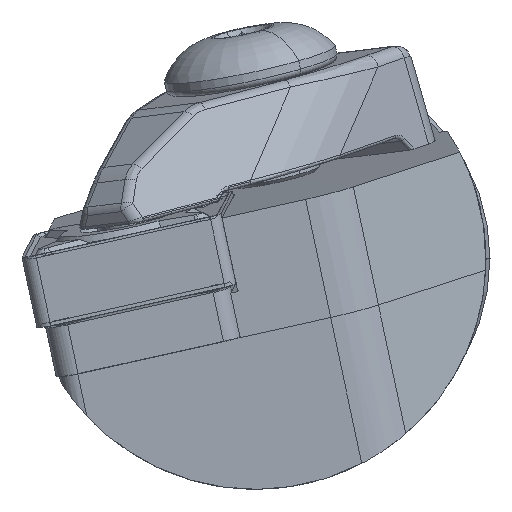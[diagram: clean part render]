
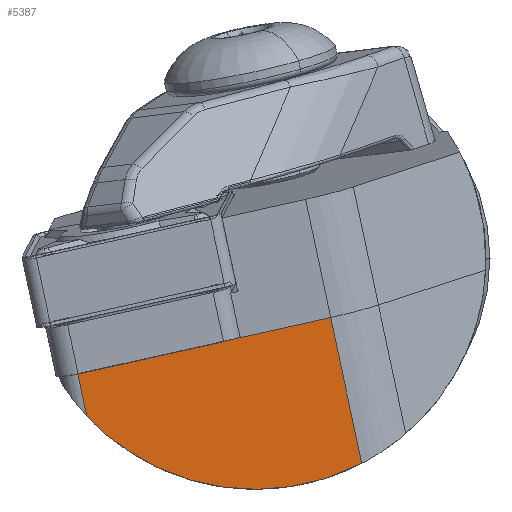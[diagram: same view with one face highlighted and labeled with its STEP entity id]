
A CAD part, left-side view. The second image highlights one B-rep face of the part: STEP entity #5387.
In plain terms, the highlighted planar face has unit normal (-0.991, -0.107, -0.084).
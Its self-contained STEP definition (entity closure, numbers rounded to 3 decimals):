
#204 = CARTESIAN_POINT ( 'NONE',  ( -176.835, 74.262, 267.985 ) ) ;
#274 = EDGE_CURVE ( 'NONE', #6222, #6540, #3640, .T. ) ;
#343 = AXIS2_PLACEMENT_3D ( 'NONE', #4516, #1849, #9848 ) ;
#881 = ORIENTED_EDGE ( 'NONE', *, *, #5239, .F. ) ;
#1050 = EDGE_CURVE ( 'NONE', #6540, #3666, #3070, .T. ) ;
#1207 = VECTOR ( 'NONE', #9827, 1000. ) ;
#1446 = VERTEX_POINT ( 'NONE', #10791 ) ;
#1849 = DIRECTION ( 'NONE',  ( 0.991, 0.107, 0.084 ) ) ;
#2175 = VERTEX_POINT ( 'NONE', #2960 ) ;
#2444 = CARTESIAN_POINT ( 'NONE',  ( -145.836, -0.167, -3.772 ) ) ;
#2694 = VERTEX_POINT ( 'NONE', #5420 ) ;
#2713 = EDGE_CURVE ( 'NONE', #6222, #2175, #8116, .T. ) ;
#2751 = CARTESIAN_POINT ( 'NONE',  ( -145.836, -0.167, -3.772 ) ) ;
#2960 = CARTESIAN_POINT ( 'NONE',  ( -146.344, 5.532, -5.038 ) ) ;
#3070 =( BOUNDED_CURVE ( )  B_SPLINE_CURVE ( 3, ( #10771, #3718, #8195, #4767 ),
 .UNSPECIFIED., .F., .F. ) 
 B_SPLINE_CURVE_WITH_KNOTS ( ( 4, 4 ),
 ( 3.569, 4.87 ),
 .UNSPECIFIED. ) 
 CURVE ( )  GEOMETRIC_REPRESENTATION_ITEM ( )  RATIONAL_B_SPLINE_CURVE ( ( 1., 0.864, 0.864, 1. ) ) 
 REPRESENTATION_ITEM ( '' )  );
#3555 = CARTESIAN_POINT ( 'NONE',  ( -146.97, 15.185, -9.951 ) ) ;
#3640 = LINE ( 'NONE', #11031, #7524 ) ;
#3646 = CARTESIAN_POINT ( 'NONE',  ( -145.836, -0.167, -3.772 ) ) ;
#3666 = VERTEX_POINT ( 'NONE', #3555 ) ;
#3718 = CARTESIAN_POINT ( 'NONE',  ( -145.235, 3.896, -16.072 ) ) ;
#3850 = VECTOR ( 'NONE', #7160, 1000. ) ;
#4481 = ORIENTED_EDGE ( 'NONE', *, *, #1050, .F. ) ;
#4516 = CARTESIAN_POINT ( 'NONE',  ( -175.416, 58.348, 271.52 ) ) ;
#4754 = ORIENTED_EDGE ( 'NONE', *, *, #2713, .T. ) ;
#4767 = CARTESIAN_POINT ( 'NONE',  ( -146.97, 15.185, -9.951 ) ) ;
#5186 = ORIENTED_EDGE ( 'NONE', *, *, #5547, .T. ) ;
#5239 = EDGE_CURVE ( 'NONE', #1446, #2175, #7325, .T. ) ;
#5318 = CARTESIAN_POINT ( 'NONE',  ( -144.849, -2.118, -12.95 ) ) ;
#5387 = ADVANCED_FACE ( 'NONE', ( #7450 ), #6092, .F. ) ;
#5420 = CARTESIAN_POINT ( 'NONE',  ( -147.254, 15.747, -7.308 ) ) ;
#5547 = EDGE_CURVE ( 'NONE', #2694, #3666, #9245, .T. ) ;
#6092 = PLANE ( 'NONE',  #343 ) ;
#6094 = CARTESIAN_POINT ( 'NONE',  ( -145.836, -0.167, -3.772 ) ) ;
#6182 = ORIENTED_EDGE ( 'NONE', *, *, #9229, .F. ) ;
#6222 = VERTEX_POINT ( 'NONE', #2444 ) ;
#6243 = EDGE_LOOP ( 'NONE', ( #4754, #881, #6182, #5186, #4481, #9143 ) ) ;
#6513 = DIRECTION ( 'NONE',  ( 0.105, -0.207, -0.973 ) ) ;
#6540 = VERTEX_POINT ( 'NONE', #5318 ) ;
#6627 = VECTOR ( 'NONE', #6513, 1000. ) ;
#6918 = DIRECTION ( 'NONE',  ( 0.087, -0.973, 0.216 ) ) ;
#7160 = DIRECTION ( 'NONE',  ( 0.087, -0.973, 0.216 ) ) ;
#7325 = LINE ( 'NONE', #2751, #3850 ) ;
#7450 = FACE_OUTER_BOUND ( 'NONE', #6243, .T. ) ;
#7524 = VECTOR ( 'NONE', #9387, 1000. ) ;
#8116 = LINE ( 'NONE', #3646, #1207 ) ;
#8195 = CARTESIAN_POINT ( 'NONE',  ( -146.053, 10.573, -14.915 ) ) ;
#8640 = LINE ( 'NONE', #6094, #11002 ) ;
#9143 = ORIENTED_EDGE ( 'NONE', *, *, #274, .F. ) ;
#9229 = EDGE_CURVE ( 'NONE', #2694, #1446, #8640, .T. ) ;
#9245 = LINE ( 'NONE', #204, #6627 ) ;
#9387 = DIRECTION ( 'NONE',  ( 0.105, -0.207, -0.973 ) ) ;
#9827 = DIRECTION ( 'NONE',  ( -0.087, 0.973, -0.216 ) ) ;
#9848 = DIRECTION ( 'NONE',  ( 0.107, -0.994, 0. ) ) ;
#10771 = CARTESIAN_POINT ( 'NONE',  ( -144.849, -2.118, -12.95 ) ) ;
#10791 = CARTESIAN_POINT ( 'NONE',  ( -146.38, 5.937, -5.128 ) ) ;
#11002 = VECTOR ( 'NONE', #6918, 1000. ) ;
#11031 = CARTESIAN_POINT ( 'NONE',  ( -175.416, 58.348, 271.52 ) ) ;
